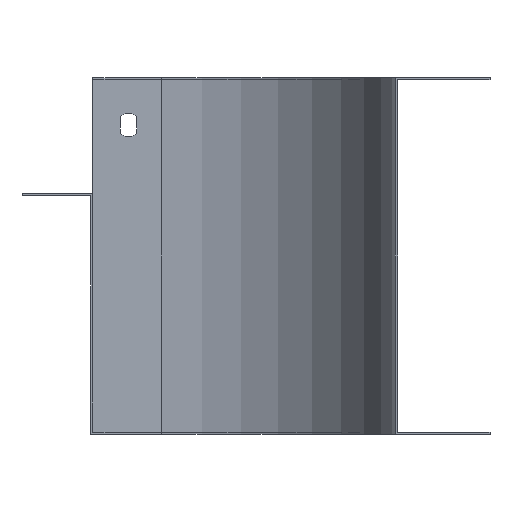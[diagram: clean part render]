
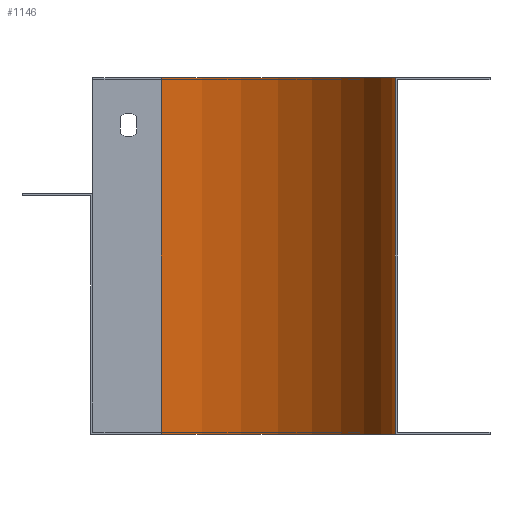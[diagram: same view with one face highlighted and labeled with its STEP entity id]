
A CAD part, left-side view. The second image highlights one B-rep face of the part: STEP entity #1146.
In plain terms, the highlighted cylindrical face has radius 99 mm (diameter 198 mm), a partial arc.
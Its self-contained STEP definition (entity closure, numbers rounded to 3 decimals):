
#71 = EDGE_LOOP ( 'NONE', ( #428, #420, #561, #424 ) ) ;
#132 = AXIS2_PLACEMENT_3D ( 'NONE', #1659, #1662, #1712 ) ;
#148 = EDGE_CURVE ( 'NONE', #245, #713, #315, .T. ) ;
#156 = AXIS2_PLACEMENT_3D ( 'NONE', #1431, #1480, #1479 ) ;
#169 = AXIS2_PLACEMENT_3D ( 'NONE', #1017, #1020, #1021 ) ;
#242 = VERTEX_POINT ( 'NONE', #1476 ) ;
#245 = VERTEX_POINT ( 'NONE', #1436 ) ;
#315 = CIRCLE ( 'NONE', #156, 99. ) ;
#354 = LINE ( 'NONE', #1353, #357 ) ;
#357 = VECTOR ( 'NONE', #1352, 1000. ) ;
#420 = ORIENTED_EDGE ( 'NONE', *, *, #758, .F. ) ;
#424 = ORIENTED_EDGE ( 'NONE', *, *, #903, .T. ) ;
#428 = ORIENTED_EDGE ( 'NONE', *, *, #922, .T. ) ;
#509 = FACE_OUTER_BOUND ( 'NONE', #71, .T. ) ;
#513 = CYLINDRICAL_SURFACE ( 'NONE', #169, 99. ) ;
#561 = ORIENTED_EDGE ( 'NONE', *, *, #148, .F. ) ;
#713 = VERTEX_POINT ( 'NONE', #1407 ) ;
#715 = VERTEX_POINT ( 'NONE', #1425 ) ;
#758 = EDGE_CURVE ( 'NONE', #713, #715, #354, .T. ) ;
#903 = EDGE_CURVE ( 'NONE', #245, #242, #1035, .T. ) ;
#922 = EDGE_CURVE ( 'NONE', #242, #715, #1067, .T. ) ;
#1017 = CARTESIAN_POINT ( 'NONE',  ( -175., 139., -150. ) ) ;
#1020 = DIRECTION ( 'NONE',  ( 0., 0., 1. ) ) ;
#1021 = DIRECTION ( 'NONE',  ( 1., 0., 0. ) ) ;
#1035 = LINE ( 'NONE', #1284, #1038 ) ;
#1038 = VECTOR ( 'NONE', #1282, 1000. ) ;
#1067 = CIRCLE ( 'NONE', #132, 99. ) ;
#1146 = ADVANCED_FACE ( 'NONE', ( #509 ), #513, .F. ) ;
#1282 = DIRECTION ( 'NONE',  ( 0., 0., 1. ) ) ;
#1284 = CARTESIAN_POINT ( 'NONE',  ( -175., 40., -150. ) ) ;
#1352 = DIRECTION ( 'NONE',  ( 0., 0., 1. ) ) ;
#1353 = CARTESIAN_POINT ( 'NONE',  ( -76., 139., -150. ) ) ;
#1407 = CARTESIAN_POINT ( 'NONE',  ( -76., 139., -150. ) ) ;
#1425 = CARTESIAN_POINT ( 'NONE',  ( -76., 139., 1. ) ) ;
#1431 = CARTESIAN_POINT ( 'NONE',  ( -175., 139., -150. ) ) ;
#1436 = CARTESIAN_POINT ( 'NONE',  ( -175., 40., -150. ) ) ;
#1476 = CARTESIAN_POINT ( 'NONE',  ( -175., 40., 1. ) ) ;
#1479 = DIRECTION ( 'NONE',  ( -1., 0., 0. ) ) ;
#1480 = DIRECTION ( 'NONE',  ( 0., 0., 1. ) ) ;
#1659 = CARTESIAN_POINT ( 'NONE',  ( -175., 139., 1. ) ) ;
#1662 = DIRECTION ( 'NONE',  ( 0., 0., 1. ) ) ;
#1712 = DIRECTION ( 'NONE',  ( -1., 0., 0. ) ) ;
